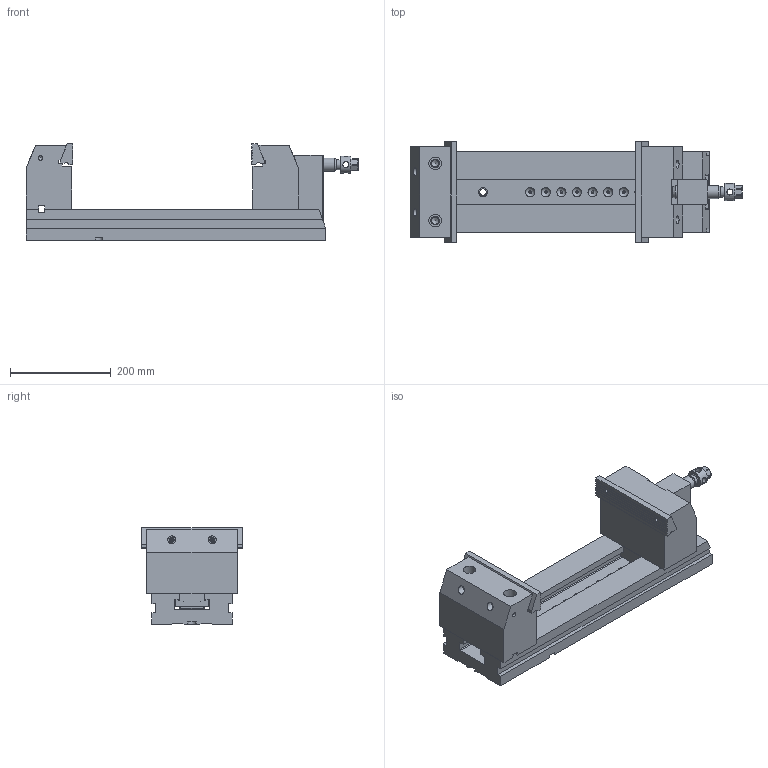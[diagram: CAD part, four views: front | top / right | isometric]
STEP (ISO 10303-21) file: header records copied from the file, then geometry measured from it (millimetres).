
FILE_DESCRIPTION(/* description */ (''),/* implementation_level */ '2;1');
FILE_NAME(/* name */ '300200x.stp',/* time_stamp */ '2026-01-28T17:13:20+01:00',/* author */ (''),/* organization */ (''),/* preprocessor_version */ 'ST-DEVELOPER v20',/* originating_system */ 'SIEMENS PLM Software NX2406.4001',/* authorisation */ '');
FILE_SCHEMA (('AUTOMOTIVE_DESIGN { 1 0 10303 214 3 1 1 1 }'));
Length unit declared in the file: millimetre
Products named in the file (1): 300200x
Bounding box: 660 x 200 x 192.3 mm (x, y, z)
Volume: 8956911.3 mm3; surface area: 820838.9 mm2
Topology: 13 solids, 13 shells, 699 faces, 1979 edges, 1319 vertices
Faces by surface type: plane 424, cylinder 199, cone 52, sphere 14, torus 9, bspline 1
Full cylindrical faces by diameter (mm): 5 x12, 5.188 x5, 6.985 x8, 8.5 x8, 8.782 x10, 10 x4, 10.579 x3, 12 x4, 12.376 x2, 13 x5, 14.376 x2, 15 x2, 15.5 x4, 16 x2, 16.5 x1, 17 x2, 18 x2, 19 x3, 20 x3, 21.25 x1, 22 x2, 25 x2, 26 x1, 30 x2, 33.8 x1, 34 x3
Entity records: 21961 total; most frequent: CARTESIAN_POINT 4851, DIRECTION 3409, ORIENTED_EDGE 3364, EDGE_CURVE 1682, VERTEX_POINT 1220, LINE 1157, VECTOR 1157, AXIS2_PLACEMENT_3D 1126
